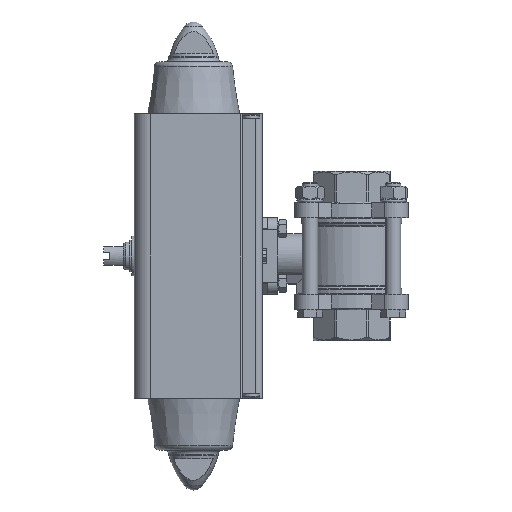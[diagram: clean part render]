
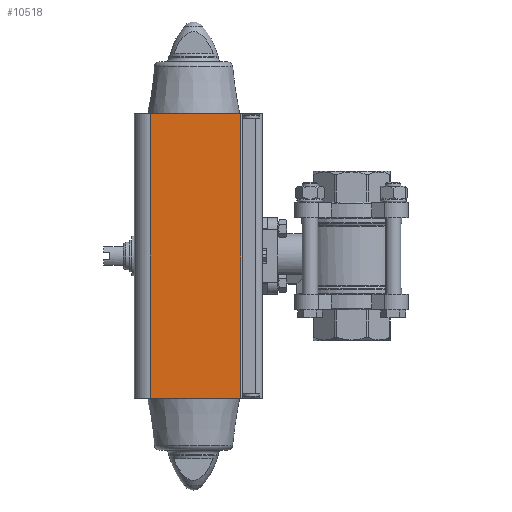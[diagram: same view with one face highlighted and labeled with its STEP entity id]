
A CAD part, left-side view. The second image highlights one B-rep face of the part: STEP entity #10518.
In plain terms, the highlighted planar face has unit normal (-1, 0, 0).
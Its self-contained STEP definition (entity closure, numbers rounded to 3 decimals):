
#3047=ORIENTED_EDGE('',*,*,#4965,.T.);
#3048=ORIENTED_EDGE('',*,*,#4966,.F.);
#3049=ORIENTED_EDGE('',*,*,#4967,.F.);
#3050=ORIENTED_EDGE('',*,*,#4968,.T.);
#4965=EDGE_CURVE('',#6078,#6079,#6904,.T.);
#4966=EDGE_CURVE('',#6080,#6079,#6905,.T.);
#4967=EDGE_CURVE('',#6081,#6080,#6906,.T.);
#4968=EDGE_CURVE('',#6081,#6078,#6907,.T.);
#6078=VERTEX_POINT('',#17942);
#6079=VERTEX_POINT('',#17943);
#6080=VERTEX_POINT('',#17945);
#6081=VERTEX_POINT('',#17947);
#6904=LINE('',#17941,#7676);
#6905=LINE('',#17944,#7677);
#6906=LINE('',#17946,#7678);
#6907=LINE('',#17948,#7679);
#7676=VECTOR('',#13982,1000.);
#7677=VECTOR('',#13983,1000.);
#7678=VECTOR('',#13984,1000.);
#7679=VECTOR('',#13985,1000.);
#8485=EDGE_LOOP('',(#3047,#3048,#3049,#3050));
#9379=FACE_BOUND('',#8485,.T.);
#9972=PLANE('',#11587);
#10518=ADVANCED_FACE('',(#9379),#9972,.F.);
#11587=AXIS2_PLACEMENT_3D('',#17940,#13980,#13981);
#13980=DIRECTION('',(1.,0.,0.));
#13981=DIRECTION('',(0.,0.,-1.));
#13982=DIRECTION('',(0.,-1.,0.));
#13983=DIRECTION('',(0.,0.,-1.));
#13984=DIRECTION('',(0.,-1.,0.));
#13985=DIRECTION('',(0.,0.,-1.));
#17940=CARTESIAN_POINT('',(-38.5,28.1,92.65));
#17941=CARTESIAN_POINT('',(-38.5,28.1,-92.65));
#17942=CARTESIAN_POINT('',(-38.5,28.1,-92.65));
#17943=CARTESIAN_POINT('',(-38.5,-30.616,-92.65));
#17944=CARTESIAN_POINT('',(-38.5,-30.616,92.65));
#17945=CARTESIAN_POINT('',(-38.5,-30.616,92.65));
#17946=CARTESIAN_POINT('',(-38.5,28.1,92.65));
#17947=CARTESIAN_POINT('',(-38.5,28.1,92.65));
#17948=CARTESIAN_POINT('',(-38.5,28.1,92.65));
